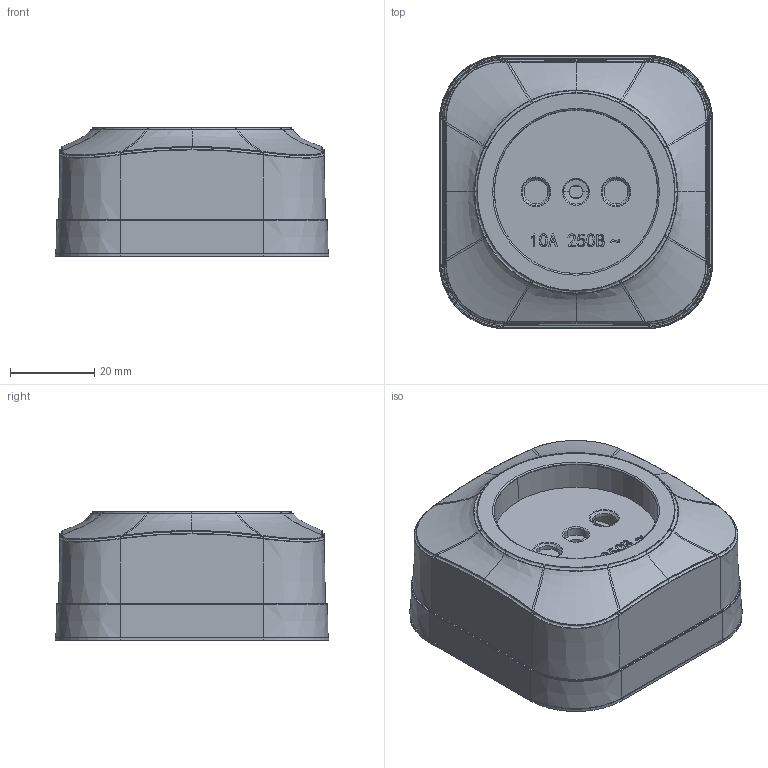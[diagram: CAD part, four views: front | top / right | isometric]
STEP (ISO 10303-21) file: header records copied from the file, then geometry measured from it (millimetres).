
FILE_DESCRIPTION (( 'STEP AP214' ), '1' );
FILE_NAME ('ERH10-K02-10_ERH13-K02-10(ðîçåòêà áåç çåìëè ñ_áåç øòîðîê).STEP', '2024-10-29T10:14:00', ( '' ), ( '' ), 'SwSTEP 2.0', 'SolidWorks 2022', '' );
FILE_SCHEMA (( 'AUTOMOTIVE_DESIGN' ));
Length unit declared in the file: millimetre
Products named in the file (3): 73F-1 ________.STEP; 73F-2KMB-1_^73F-1 2______.STEP; ERH10-K02-10_ERH13-K02-10(розетка без земли с_без шторок)
Assembly tree (2 placements, depth 2):
  ERH10-K02-10_ERH13-K02-10(розетка без земли с_без шторок)
    73F-1 ________.STEP
    73F-2KMB-1_^73F-1 2______.STEP
Bounding box: 64.9 x 64.9 x 30.6 mm (x, y, z)
Volume: 18666.3 mm3; surface area: 31857.9 mm2
Topology: 2 solids, 2 shells, 1130 faces, 3041 edges, 1945 vertices
Faces by surface type: plane 528, bspline 306, cylinder 134, cone 124, torus 38
Entity records: 56062 total; most frequent: CARTESIAN_POINT 29970, ORIENTED_EDGE 6082, DIRECTION 4497, EDGE_CURVE 3041, VERTEX_POINT 1945, LINE 1617, VECTOR 1617, AXIS2_PLACEMENT_3D 1440
